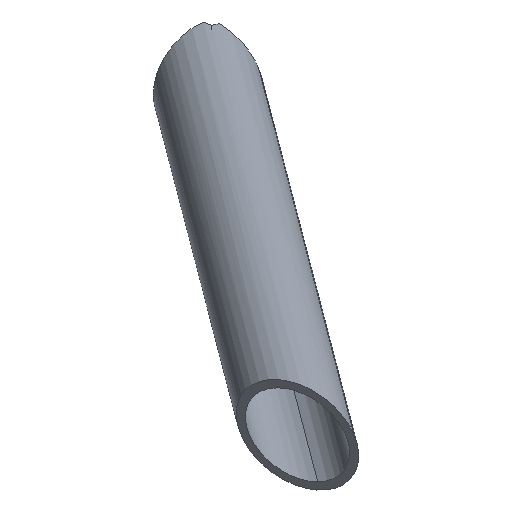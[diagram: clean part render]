
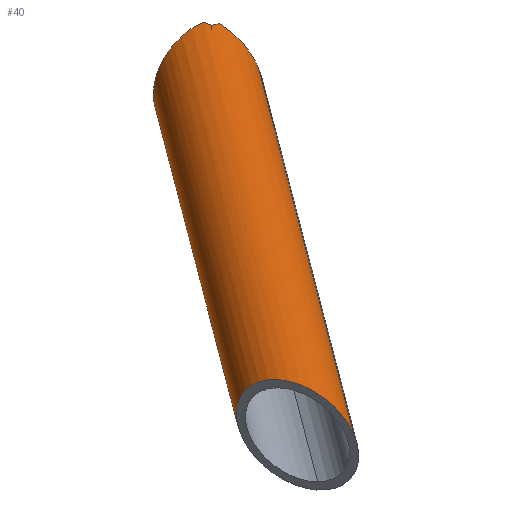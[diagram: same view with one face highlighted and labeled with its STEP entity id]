
A CAD part, top view. The second image highlights one B-rep face of the part: STEP entity #40.
In plain terms, the highlighted cylindrical face has radius 10 mm (diameter 20 mm), a partial arc.
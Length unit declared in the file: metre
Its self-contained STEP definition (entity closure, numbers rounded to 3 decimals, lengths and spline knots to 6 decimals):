
#40=ADVANCED_FACE('',(#79),#80,.T.);
#79=FACE_OUTER_BOUND('',#115,.T.);
#80=CYLINDRICAL_SURFACE('',#116,0.01);
#115=EDGE_LOOP('',(#167,#168,#169,#170,#171,#172,#173));
#116=AXIS2_PLACEMENT_3D('',#174,#175,#176);
#167=ORIENTED_EDGE('',*,*,#247,.F.);
#168=ORIENTED_EDGE('',*,*,#244,.F.);
#169=ORIENTED_EDGE('',*,*,#243,.T.);
#170=ORIENTED_EDGE('',*,*,#237,.F.);
#171=ORIENTED_EDGE('',*,*,#236,.T.);
#172=ORIENTED_EDGE('',*,*,#248,.F.);
#173=ORIENTED_EDGE('',*,*,#249,.F.);
#174=CARTESIAN_POINT('',(-1.642375,-0.272582,0.109308));
#175=DIRECTION('',(-0.1,0.385,-0.918));
#176=DIRECTION('',(0.918,0.392,0.065));
#236=EDGE_CURVE('1:1504',#281,#279,#282,.T.);
#237=EDGE_CURVE('1:1502',#281,#283,#284,.T.);
#243=EDGE_CURVE('1:1443',#293,#283,#294,.T.);
#244=EDGE_CURVE('1:1475',#293,#295,#296,.T.);
#247=EDGE_CURVE('',#295,#299,#300,.T.);
#248=EDGE_CURVE('',#301,#279,#302,.T.);
#249=EDGE_CURVE('',#299,#301,#303,.T.);
#279=VERTEX_POINT('',#476);
#281=VERTEX_POINT('',#489);
#282=B_SPLINE_CURVE_WITH_KNOTS('',3,(#490,#491,#492,#493,#494,#495,#496,#497,#498,#499,#500,#501),.UNSPECIFIED.,.F.,.F.,(4,1,1,1,1,1,1,1,1,4),(0.0,0.125,0.25,0.375,0.5,0.5625,0.625,0.75,0.875,1.),.UNSPECIFIED.);
#283=VERTEX_POINT('',#502);
#284=B_SPLINE_CURVE_WITH_KNOTS('',5,(#503,#504,#505,#506,#507,#508),.UNSPECIFIED.,.F.,.F.,(6,6),(0.0,2.892479),.UNSPECIFIED.);
#293=VERTEX_POINT('',#614);
#294=B_SPLINE_CURVE_WITH_KNOTS('',3,(#615,#616,#617,#618,#619,#620,#621,#622,#623,#624,#625,#626,#627,#628,#629,#630,#631,#632,#633,#634,#635,#636,#637,#638,#639,#640,#641,#642),.UNSPECIFIED.,.F.,.F.,(4,3,3,3,3,3,3,3,3,4),(0.,0.00003,0.000114,0.000416,0.001535,0.005681,0.021845,0.122843,1.417082,3.057923),.UNSPECIFIED.);
#295=VERTEX_POINT('',#643);
#296=B_SPLINE_CURVE_WITH_KNOTS('',3,(#644,#645,#646,#647,#648,#649,#650,#651,#652,#653,#654,#655,#656),.UNSPECIFIED.,.F.,.F.,(4,1,1,1,1,1,1,1,1,1,4),(0.0,0.125,0.25,0.375,0.4375,0.5,0.5625,0.625,0.75,0.875,1.0),.UNSPECIFIED.);
#299=VERTEX_POINT('',#671);
#300=LINE('',#672,#673);
#301=VERTEX_POINT('',#674);
#302=LINE('',#675,#676);
#303=ELLIPSE('',#677,0.014905,0.01);
#476=CARTESIAN_POINT('',(-1.664345,-0.227136,-0.009114));
#489=CARTESIAN_POINT('',(-1.656,-0.210784,-0.012259));
#490=CARTESIAN_POINT('',(-1.656,-0.210784,-0.012259));
#491=CARTESIAN_POINT('',(-1.656979,-0.211202,-0.011261));
#492=CARTESIAN_POINT('',(-1.65894,-0.212361,-0.009398));
#493=CARTESIAN_POINT('',(-1.6617,-0.215031,-0.007208));
#494=CARTESIAN_POINT('',(-1.664012,-0.218628,-0.005946));
#495=CARTESIAN_POINT('',(-1.665079,-0.222243,-0.006183));
#496=CARTESIAN_POINT('',(-1.665058,-0.224962,-0.007347));
#497=CARTESIAN_POINT('',(-1.664468,-0.227308,-0.009037));
#498=CARTESIAN_POINT('',(-1.662863,-0.229276,-0.011786));
#499=CARTESIAN_POINT('',(-1.660268,-0.230162,-0.015267));
#500=CARTESIAN_POINT('',(-1.658347,-0.229972,-0.017489));
#501=CARTESIAN_POINT('',(-1.657374,-0.229709,-0.018545));
#502=CARTESIAN_POINT('',(-1.654487,-0.2114,-0.011033));
#503=CARTESIAN_POINT('',(-1.656,-0.210784,-0.012259));
#504=CARTESIAN_POINT('',(-1.655699,-0.210889,-0.012008));
#505=CARTESIAN_POINT('',(-1.655386,-0.211007,-0.01175));
#506=CARTESIAN_POINT('',(-1.65509,-0.211128,-0.01151));
#507=CARTESIAN_POINT('',(-1.654788,-0.21126,-0.011269));
#508=CARTESIAN_POINT('',(-1.654487,-0.2114,-0.011033));
#614=CARTESIAN_POINT('',(-1.653156,-0.211058,-0.012683));
#615=CARTESIAN_POINT('',(-1.653156,-0.211058,-0.012683));
#616=CARTESIAN_POINT('',(-1.653157,-0.211058,-0.012683));
#617=CARTESIAN_POINT('',(-1.653152,-0.211061,-0.012679));
#618=CARTESIAN_POINT('',(-1.653153,-0.21106,-0.01268));
#619=CARTESIAN_POINT('',(-1.653156,-0.211058,-0.012683));
#620=CARTESIAN_POINT('',(-1.653152,-0.211061,-0.01268));
#621=CARTESIAN_POINT('',(-1.653153,-0.21106,-0.01268));
#622=CARTESIAN_POINT('',(-1.653156,-0.211058,-0.012683));
#623=CARTESIAN_POINT('',(-1.653152,-0.211061,-0.01268));
#624=CARTESIAN_POINT('',(-1.653153,-0.21106,-0.01268));
#625=CARTESIAN_POINT('',(-1.653156,-0.211058,-0.012682));
#626=CARTESIAN_POINT('',(-1.653152,-0.211061,-0.012679));
#627=CARTESIAN_POINT('',(-1.653153,-0.21106,-0.01268));
#628=CARTESIAN_POINT('',(-1.653157,-0.211058,-0.012681));
#629=CARTESIAN_POINT('',(-1.653154,-0.211061,-0.012677));
#630=CARTESIAN_POINT('',(-1.653155,-0.211061,-0.012677));
#631=CARTESIAN_POINT('',(-1.653161,-0.211059,-0.012677));
#632=CARTESIAN_POINT('',(-1.653162,-0.21106,-0.012673));
#633=CARTESIAN_POINT('',(-1.653165,-0.21106,-0.01267));
#634=CARTESIAN_POINT('',(-1.653181,-0.211062,-0.012652));
#635=CARTESIAN_POINT('',(-1.653194,-0.211065,-0.012633));
#636=CARTESIAN_POINT('',(-1.653209,-0.211068,-0.012614));
#637=CARTESIAN_POINT('',(-1.653394,-0.211102,-0.012375));
#638=CARTESIAN_POINT('',(-1.653578,-0.211143,-0.012141));
#639=CARTESIAN_POINT('',(-1.653764,-0.21119,-0.011908));
#640=CARTESIAN_POINT('',(-1.654001,-0.21125,-0.011614));
#641=CARTESIAN_POINT('',(-1.654243,-0.21132,-0.01132));
#642=CARTESIAN_POINT('',(-1.654487,-0.2114,-0.011033));
#643=CARTESIAN_POINT('',(-1.646049,-0.219071,-0.008356));
#644=CARTESIAN_POINT('',(-1.653156,-0.211058,-0.012683));
#645=CARTESIAN_POINT('',(-1.652032,-0.211712,-0.011912));
#646=CARTESIAN_POINT('',(-1.649878,-0.213324,-0.010486));
#647=CARTESIAN_POINT('',(-1.647133,-0.216591,-0.008839));
#648=CARTESIAN_POINT('',(-1.645532,-0.220011,-0.008092));
#649=CARTESIAN_POINT('',(-1.645018,-0.223019,-0.008121));
#650=CARTESIAN_POINT('',(-1.645145,-0.225274,-0.008535));
#651=CARTESIAN_POINT('',(-1.645838,-0.227306,-0.009353));
#652=CARTESIAN_POINT('',(-1.64742,-0.229449,-0.010869));
#653=CARTESIAN_POINT('',(-1.650187,-0.230857,-0.013191));
#654=CARTESIAN_POINT('',(-1.653817,-0.230948,-0.015989));
#655=CARTESIAN_POINT('',(-1.656213,-0.230228,-0.017727));
#656=CARTESIAN_POINT('',(-1.657374,-0.229709,-0.018545));
#671=CARTESIAN_POINT('',(-1.628807,-0.285604,0.150376));
#672=CARTESIAN_POINT('',(-1.633198,-0.268662,0.109955));
#673=VECTOR('',#780,1.0);
#674=CARTESIAN_POINT('',(-1.649193,-0.285604,0.130375));
#675=CARTESIAN_POINT('',(-1.651551,-0.276503,0.108662));
#676=VECTOR('',#781,1.0);
#677=AXIS2_PLACEMENT_3D('',#782,#783,#784);
#780=DIRECTION('',(0.1,-0.385,0.918));
#781=DIRECTION('',(-0.1,0.385,-0.918));
#782=CARTESIAN_POINT('',(-1.639,-0.285604,0.140375));
#783=DIRECTION('',(-0.671,-0.287,0.684));
#784=DIRECTION('',(0.742,-0.259,0.619));
